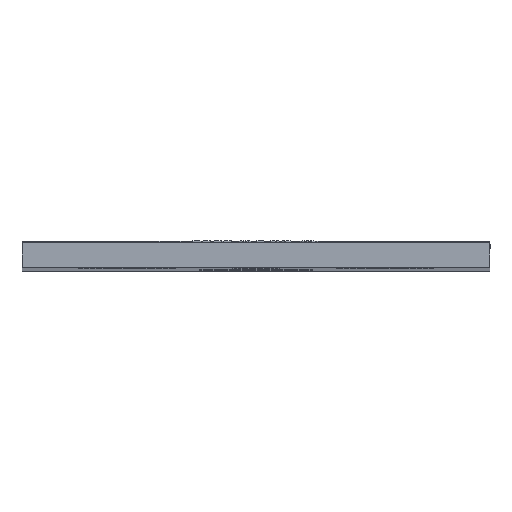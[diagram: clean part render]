
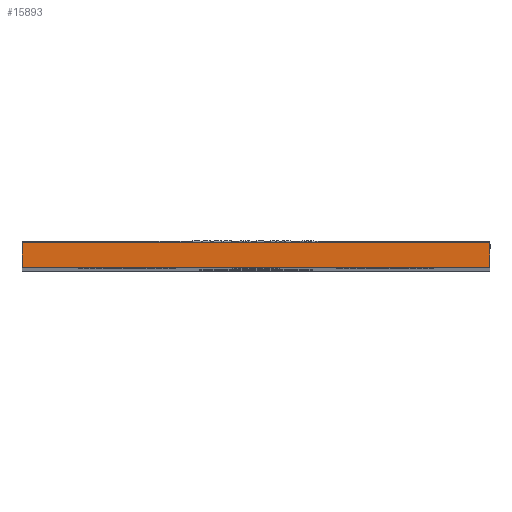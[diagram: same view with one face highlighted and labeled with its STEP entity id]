
A CAD part, top view. The second image highlights one B-rep face of the part: STEP entity #15893.
In plain terms, the highlighted planar face has unit normal (0, 0, 1).
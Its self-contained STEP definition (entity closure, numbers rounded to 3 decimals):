
#1166 = ORIENTED_EDGE ( 'NONE', *, *, #19730, .T. ) ;
#2128 = EDGE_CURVE ( 'NONE', #17797, #19709, #16015, .T. ) ;
#3754 = LINE ( 'NONE', #15508, #20662 ) ;
#3815 = EDGE_CURVE ( 'NONE', #29558, #12495, #8003, .T. ) ;
#3961 = EDGE_LOOP ( 'NONE', ( #1166, #6814, #8106, #14605 ) ) ;
#4116 = CARTESIAN_POINT ( 'NONE',  ( -15., -0.8, 64.25 ) ) ;
#4134 = VECTOR ( 'NONE', #10548, 1000. ) ;
#6117 = CARTESIAN_POINT ( 'NONE',  ( 15., -0.8, 64.25 ) ) ;
#6814 = ORIENTED_EDGE ( 'NONE', *, *, #2128, .F. ) ;
#7933 = CARTESIAN_POINT ( 'NONE',  ( 15., 0.8, 64.25 ) ) ;
#8003 = LINE ( 'NONE', #29899, #4134 ) ;
#8106 = ORIENTED_EDGE ( 'NONE', *, *, #24377, .F. ) ;
#8266 = VECTOR ( 'NONE', #8730, 1000. ) ;
#8269 = CARTESIAN_POINT ( 'NONE',  ( -15., 0.8, 64.25 ) ) ;
#8270 = CARTESIAN_POINT ( 'NONE',  ( -15., 0.8, 64.25 ) ) ;
#8730 = DIRECTION ( 'NONE',  ( 0., -1., 0. ) ) ;
#10548 = DIRECTION ( 'NONE',  ( 0., -1., 0. ) ) ;
#10799 = DIRECTION ( 'NONE',  ( -1., 0., 0. ) ) ;
#12495 = VERTEX_POINT ( 'NONE', #4116 ) ;
#12549 = PLANE ( 'NONE',  #14040 ) ;
#12821 = DIRECTION ( 'NONE',  ( 1., 0., 0. ) ) ;
#12875 = FACE_OUTER_BOUND ( 'NONE', #3961, .T. ) ;
#13206 = CARTESIAN_POINT ( 'NONE',  ( 15., 0.8, 64.25 ) ) ;
#14040 = AXIS2_PLACEMENT_3D ( 'NONE', #8270, #20173, #10799 ) ;
#14605 = ORIENTED_EDGE ( 'NONE', *, *, #3815, .T. ) ;
#15508 = CARTESIAN_POINT ( 'NONE',  ( -15., 0.8, 64.25 ) ) ;
#15893 = ADVANCED_FACE ( 'NONE', ( #12875 ), #12549, .F. ) ;
#16015 = LINE ( 'NONE', #13206, #8266 ) ;
#17797 = VERTEX_POINT ( 'NONE', #7933 ) ;
#18029 = LINE ( 'NONE', #20283, #18603 ) ;
#18603 = VECTOR ( 'NONE', #12821, 1000. ) ;
#19709 = VERTEX_POINT ( 'NONE', #6117 ) ;
#19730 = EDGE_CURVE ( 'NONE', #12495, #19709, #18029, .T. ) ;
#20173 = DIRECTION ( 'NONE',  ( 0., 0., -1. ) ) ;
#20283 = CARTESIAN_POINT ( 'NONE',  ( -15., -0.8, 64.25 ) ) ;
#20624 = DIRECTION ( 'NONE',  ( 1., 0., 0. ) ) ;
#20662 = VECTOR ( 'NONE', #20624, 1000. ) ;
#24377 = EDGE_CURVE ( 'NONE', #29558, #17797, #3754, .T. ) ;
#29558 = VERTEX_POINT ( 'NONE', #8269 ) ;
#29899 = CARTESIAN_POINT ( 'NONE',  ( -15., 0.8, 64.25 ) ) ;
